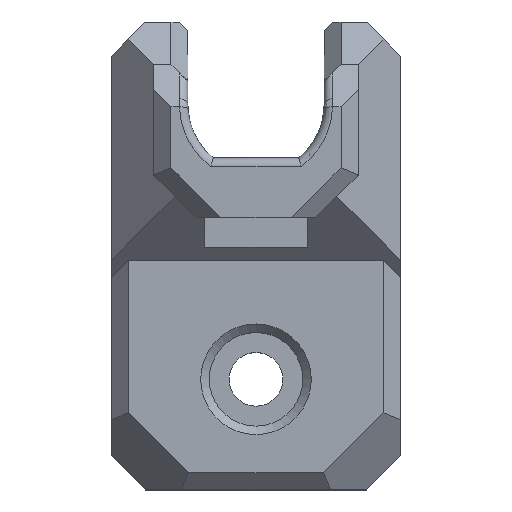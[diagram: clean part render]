
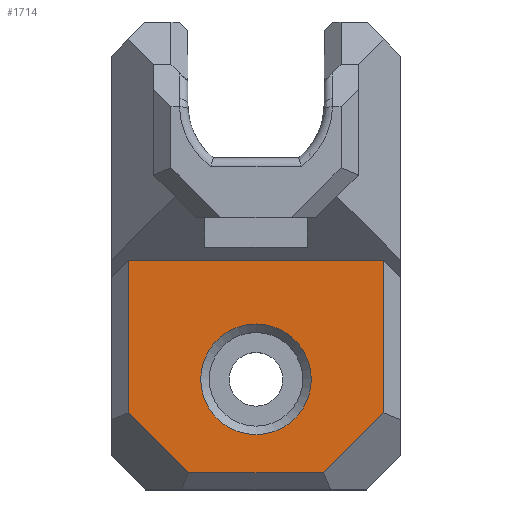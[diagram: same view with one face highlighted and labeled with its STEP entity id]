
A CAD part, top view. The second image highlights one B-rep face of the part: STEP entity #1714.
In plain terms, the highlighted planar face has unit normal (0, 0, 1).
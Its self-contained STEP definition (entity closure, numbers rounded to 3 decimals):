
#45=FACE_BOUND('',#222,.T.);
#50=PLANE('',#1828);
#127=FACE_OUTER_BOUND('',#221,.T.);
#221=EDGE_LOOP('',(#1217,#1218,#1219,#1220,#1221,#1222));
#222=EDGE_LOOP('',(#1223));
#329=LINE('',#2467,#541);
#330=LINE('',#2469,#542);
#331=LINE('',#2471,#543);
#332=LINE('',#2473,#544);
#333=LINE('',#2475,#545);
#334=LINE('',#2476,#546);
#541=VECTOR('',#1987,10.);
#542=VECTOR('',#1988,10.);
#543=VECTOR('',#1989,10.);
#544=VECTOR('',#1990,10.);
#545=VECTOR('',#1991,10.);
#546=VECTOR('',#1992,10.);
#743=CIRCLE('',#1826,6.5);
#787=VERTEX_POINT('',#2459);
#789=VERTEX_POINT('',#2465);
#790=VERTEX_POINT('',#2466);
#791=VERTEX_POINT('',#2468);
#792=VERTEX_POINT('',#2470);
#793=VERTEX_POINT('',#2472);
#794=VERTEX_POINT('',#2474);
#951=EDGE_CURVE('',#787,#787,#743,.T.);
#954=EDGE_CURVE('',#789,#790,#329,.T.);
#955=EDGE_CURVE('',#791,#789,#330,.T.);
#956=EDGE_CURVE('',#792,#791,#331,.T.);
#957=EDGE_CURVE('',#793,#792,#332,.T.);
#958=EDGE_CURVE('',#794,#793,#333,.T.);
#959=EDGE_CURVE('',#790,#794,#334,.T.);
#1217=ORIENTED_EDGE('',*,*,#954,.F.);
#1218=ORIENTED_EDGE('',*,*,#955,.F.);
#1219=ORIENTED_EDGE('',*,*,#956,.F.);
#1220=ORIENTED_EDGE('',*,*,#957,.F.);
#1221=ORIENTED_EDGE('',*,*,#958,.F.);
#1222=ORIENTED_EDGE('',*,*,#959,.F.);
#1223=ORIENTED_EDGE('',*,*,#951,.F.);
#1714=ADVANCED_FACE('',(#127,#45),#50,.T.);
#1826=AXIS2_PLACEMENT_3D('',#2460,#1980,#1981);
#1828=AXIS2_PLACEMENT_3D('',#2464,#1985,#1986);
#1980=DIRECTION('center_axis',(0.,0.,1.));
#1981=DIRECTION('ref_axis',(1.,0.,0.));
#1985=DIRECTION('center_axis',(0.,0.,1.));
#1986=DIRECTION('ref_axis',(1.,0.,0.));
#1987=DIRECTION('',(0.,1.,0.));
#1988=DIRECTION('',(-0.707,0.707,0.));
#1989=DIRECTION('',(-1.,0.,0.));
#1990=DIRECTION('',(-0.707,-0.707,0.));
#1991=DIRECTION('',(0.,-1.,0.));
#1992=DIRECTION('',(1.,0.,0.));
#2459=CARTESIAN_POINT('',(-6.5,-19.,9.));
#2460=CARTESIAN_POINT('Origin',(0.,-19.,9.));
#2464=CARTESIAN_POINT('Origin',(0.,-4.5,9.));
#2465=CARTESIAN_POINT('',(-15.,-22.929,9.));
#2466=CARTESIAN_POINT('',(-15.,-5.,9.));
#2467=CARTESIAN_POINT('',(-15.,9.25,9.));
#2468=CARTESIAN_POINT('',(-7.929,-30.,9.));
#2469=CARTESIAN_POINT('',(-14.089,-23.839,9.));
#2470=CARTESIAN_POINT('',(7.929,-30.,9.));
#2471=CARTESIAN_POINT('',(-8.5,-30.,9.));
#2472=CARTESIAN_POINT('',(15.,-22.929,9.));
#2473=CARTESIAN_POINT('',(14.089,-23.839,9.));
#2474=CARTESIAN_POINT('',(15.,-5.,9.));
#2475=CARTESIAN_POINT('',(15.,-18.25,9.));
#2476=CARTESIAN_POINT('',(-6.,-5.,9.));
